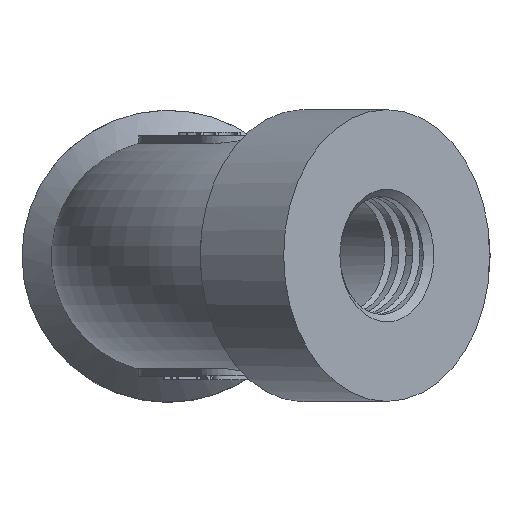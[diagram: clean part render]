
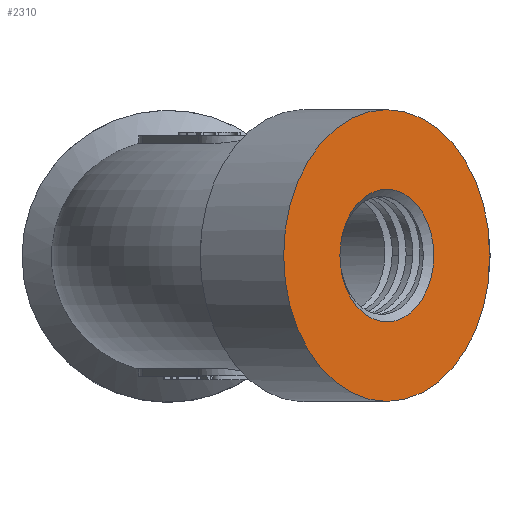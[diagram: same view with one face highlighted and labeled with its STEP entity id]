
A CAD part, top view. The second image highlights one B-rep face of the part: STEP entity #2310.
In plain terms, the highlighted planar face has unit normal (0.707, 0, 0.707).
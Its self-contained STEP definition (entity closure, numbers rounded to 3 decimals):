
#82=CIRCLE('',#2459,9.9);
#98=CIRCLE('',#2485,4.5);
#274=ORIENTED_EDGE('',*,*,#955,.T.);
#275=ORIENTED_EDGE('',*,*,#909,.F.);
#909=EDGE_CURVE('',#1243,#1243,#82,.T.);
#955=EDGE_CURVE('',#1291,#1291,#98,.T.);
#1243=VERTEX_POINT('',#3285);
#1291=VERTEX_POINT('',#3664);
#1907=EDGE_LOOP('',(#274));
#1908=EDGE_LOOP('',(#275));
#2068=FACE_BOUND('',#1907,.T.);
#2069=FACE_BOUND('',#1908,.T.);
#2213=PLANE('',#2484);
#2310=ADVANCED_FACE('',(#2068,#2069),#2213,.F.);
#2459=AXIS2_PLACEMENT_3D('',#3318,#2634,#2635);
#2484=AXIS2_PLACEMENT_3D('',#3662,#2691,#2692);
#2485=AXIS2_PLACEMENT_3D('',#3663,#2693,#2694);
#2634=DIRECTION('',(-0.707,0.,-0.707));
#2635=DIRECTION('',(0.,1.,0.));
#2691=DIRECTION('',(-0.707,0.,-0.707));
#2692=DIRECTION('',(-0.707,0.,0.707));
#2693=DIRECTION('',(-0.707,0.,-0.707));
#2694=DIRECTION('',(-0.707,0.,0.707));
#3285=CARTESIAN_POINT('',(0.85,0.,28.849));
#3318=CARTESIAN_POINT('',(-6.151,0.,35.849));
#3662=CARTESIAN_POINT('',(-6.151,0.,35.849));
#3663=CARTESIAN_POINT('',(-6.151,0.,35.849));
#3664=CARTESIAN_POINT('',(-9.333,0.,39.031));
